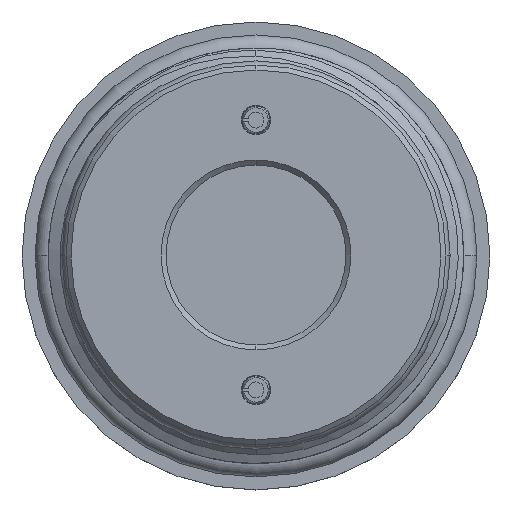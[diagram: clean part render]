
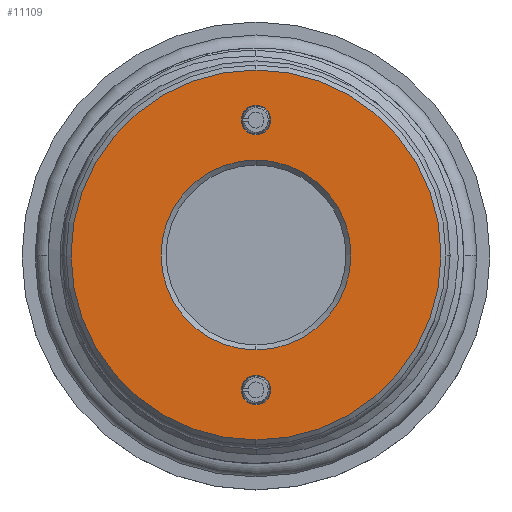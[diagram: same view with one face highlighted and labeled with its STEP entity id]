
A CAD part, top view. The second image highlights one B-rep face of the part: STEP entity #11109.
In plain terms, the highlighted planar face has unit normal (0, 0, 1).
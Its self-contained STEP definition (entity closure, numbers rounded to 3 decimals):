
#15 = EDGE_CURVE ( 'NONE', #2246, #6455, #1527, .T. ) ;
#150 = EDGE_CURVE ( 'NONE', #3134, #1448, #11787, .T. ) ;
#344 = DIRECTION ( 'NONE',  ( 0., 0., -1. ) ) ;
#360 = CIRCLE ( 'NONE', #14243, 18.5 ) ;
#592 = CIRCLE ( 'NONE', #13554, 1.48 ) ;
#660 = FACE_BOUND ( 'NONE', #5655, .T. ) ;
#713 = DIRECTION ( 'NONE',  ( 0., 0., -1. ) ) ;
#1017 = FACE_BOUND ( 'NONE', #4960, .T. ) ;
#1023 = ORIENTED_EDGE ( 'NONE', *, *, #7565, .T. ) ;
#1059 = ORIENTED_EDGE ( 'NONE', *, *, #5361, .T. ) ;
#1084 = DIRECTION ( 'NONE',  ( 0., 0., -1. ) ) ;
#1139 = VERTEX_POINT ( 'NONE', #10808 ) ;
#1286 = AXIS2_PLACEMENT_3D ( 'NONE', #12336, #1084, #14614 ) ;
#1303 = EDGE_CURVE ( 'NONE', #6455, #2246, #592, .T. ) ;
#1332 = CARTESIAN_POINT ( 'NONE',  ( -19., 0., 77. ) ) ;
#1448 = VERTEX_POINT ( 'NONE', #5660 ) ;
#1527 = CIRCLE ( 'NONE', #11638, 1.48 ) ;
#1831 = CARTESIAN_POINT ( 'NONE',  ( 0., -18.5, 77. ) ) ;
#1961 = CARTESIAN_POINT ( 'NONE',  ( 0., -14.98, 77. ) ) ;
#2246 = VERTEX_POINT ( 'NONE', #7322 ) ;
#2462 = EDGE_CURVE ( 'NONE', #1448, #3134, #5003, .T. ) ;
#2532 = DIRECTION ( 'NONE',  ( 0., 0., -1. ) ) ;
#3134 = VERTEX_POINT ( 'NONE', #5391 ) ;
#3224 = EDGE_CURVE ( 'NONE', #10819, #1139, #360, .T. ) ;
#3494 = DIRECTION ( 'NONE',  ( 0., -1., 0. ) ) ;
#3604 = DIRECTION ( 'NONE',  ( 0., 0., -1. ) ) ;
#3665 = FACE_BOUND ( 'NONE', #11228, .T. ) ;
#3834 = CARTESIAN_POINT ( 'NONE',  ( 0., 13.5, 77. ) ) ;
#3902 = CIRCLE ( 'NONE', #10057, 18.5 ) ;
#4346 = CARTESIAN_POINT ( 'NONE',  ( 0., 13.5, 77. ) ) ;
#4356 = DIRECTION ( 'NONE',  ( 0., -1., 0. ) ) ;
#4960 = EDGE_LOOP ( 'NONE', ( #10314, #9947 ) ) ;
#5003 = CIRCLE ( 'NONE', #1286, 9.5 ) ;
#5075 = DIRECTION ( 'NONE',  ( 0., -1., 0. ) ) ;
#5361 = EDGE_CURVE ( 'NONE', #6808, #10571, #11187, .T. ) ;
#5391 = CARTESIAN_POINT ( 'NONE',  ( 0., 9.5, 77. ) ) ;
#5519 = CARTESIAN_POINT ( 'NONE',  ( 0., 14.98, 77. ) ) ;
#5655 = EDGE_LOOP ( 'NONE', ( #12065, #14681 ) ) ;
#5660 = CARTESIAN_POINT ( 'NONE',  ( 0., -9.5, 77. ) ) ;
#5731 = DIRECTION ( 'NONE',  ( 0., 1., 0. ) ) ;
#5799 = DIRECTION ( 'NONE',  ( 0., 0., 1. ) ) ;
#6205 = CARTESIAN_POINT ( 'NONE',  ( 0., -13.5, 77. ) ) ;
#6307 = AXIS2_PLACEMENT_3D ( 'NONE', #14494, #713, #12136 ) ;
#6398 = CIRCLE ( 'NONE', #12811, 1.48 ) ;
#6455 = VERTEX_POINT ( 'NONE', #5519 ) ;
#6808 = VERTEX_POINT ( 'NONE', #1961 ) ;
#6858 = DIRECTION ( 'NONE',  ( 0., 0., 1. ) ) ;
#7322 = CARTESIAN_POINT ( 'NONE',  ( 0., 12.02, 77. ) ) ;
#7565 = EDGE_CURVE ( 'NONE', #10571, #6808, #6398, .T. ) ;
#8007 = CARTESIAN_POINT ( 'NONE',  ( 0., -13.5, 77. ) ) ;
#8185 = EDGE_CURVE ( 'NONE', #1139, #10819, #3902, .T. ) ;
#9061 = CARTESIAN_POINT ( 'NONE',  ( 0., 0., 77. ) ) ;
#9373 = ORIENTED_EDGE ( 'NONE', *, *, #8185, .T. ) ;
#9947 = ORIENTED_EDGE ( 'NONE', *, *, #2462, .T. ) ;
#9949 = CARTESIAN_POINT ( 'NONE',  ( 0., 0., 77. ) ) ;
#10057 = AXIS2_PLACEMENT_3D ( 'NONE', #9061, #5799, #3494 ) ;
#10314 = ORIENTED_EDGE ( 'NONE', *, *, #150, .T. ) ;
#10571 = VERTEX_POINT ( 'NONE', #10741 ) ;
#10741 = CARTESIAN_POINT ( 'NONE',  ( 0., -12.02, 77. ) ) ;
#10808 = CARTESIAN_POINT ( 'NONE',  ( 0., 18.5, 77. ) ) ;
#10819 = VERTEX_POINT ( 'NONE', #1831 ) ;
#11098 = DIRECTION ( 'NONE',  ( 0., 0., -1. ) ) ;
#11109 = ADVANCED_FACE ( 'NONE', ( #3665, #660, #1017, #14507 ), #11609, .F. ) ;
#11187 = CIRCLE ( 'NONE', #11984, 1.48 ) ;
#11228 = EDGE_LOOP ( 'NONE', ( #1059, #1023 ) ) ;
#11511 = DIRECTION ( 'NONE',  ( 0., -1., 0. ) ) ;
#11609 = PLANE ( 'NONE',  #13092 ) ;
#11638 = AXIS2_PLACEMENT_3D ( 'NONE', #3834, #12906, #5075 ) ;
#11787 = CIRCLE ( 'NONE', #6307, 9.5 ) ;
#11984 = AXIS2_PLACEMENT_3D ( 'NONE', #8007, #3604, #5731 ) ;
#12048 = EDGE_LOOP ( 'NONE', ( #14300, #9373 ) ) ;
#12065 = ORIENTED_EDGE ( 'NONE', *, *, #1303, .T. ) ;
#12136 = DIRECTION ( 'NONE',  ( 0., -1., 0. ) ) ;
#12336 = CARTESIAN_POINT ( 'NONE',  ( 0., 0., 77. ) ) ;
#12811 = AXIS2_PLACEMENT_3D ( 'NONE', #6205, #344, #12901 ) ;
#12901 = DIRECTION ( 'NONE',  ( 0., 1., 0. ) ) ;
#12906 = DIRECTION ( 'NONE',  ( 0., 0., -1. ) ) ;
#13092 = AXIS2_PLACEMENT_3D ( 'NONE', #1332, #2532, #11511 ) ;
#13554 = AXIS2_PLACEMENT_3D ( 'NONE', #4346, #11098, #14458 ) ;
#14243 = AXIS2_PLACEMENT_3D ( 'NONE', #9949, #6858, #4356 ) ;
#14300 = ORIENTED_EDGE ( 'NONE', *, *, #3224, .T. ) ;
#14458 = DIRECTION ( 'NONE',  ( 0., -1., 0. ) ) ;
#14494 = CARTESIAN_POINT ( 'NONE',  ( 0., 0., 77. ) ) ;
#14507 = FACE_OUTER_BOUND ( 'NONE', #12048, .T. ) ;
#14614 = DIRECTION ( 'NONE',  ( 0., -1., 0. ) ) ;
#14681 = ORIENTED_EDGE ( 'NONE', *, *, #15, .T. ) ;
